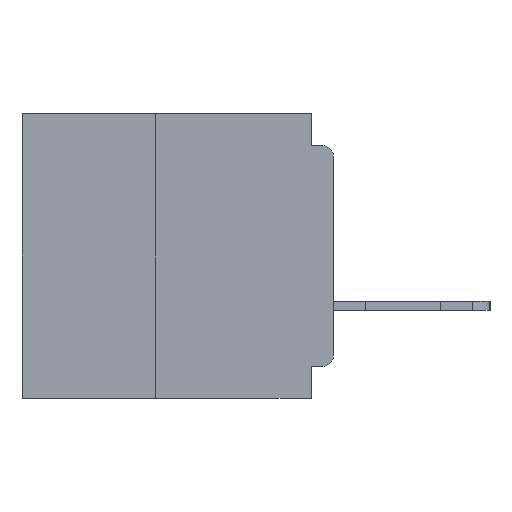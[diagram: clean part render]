
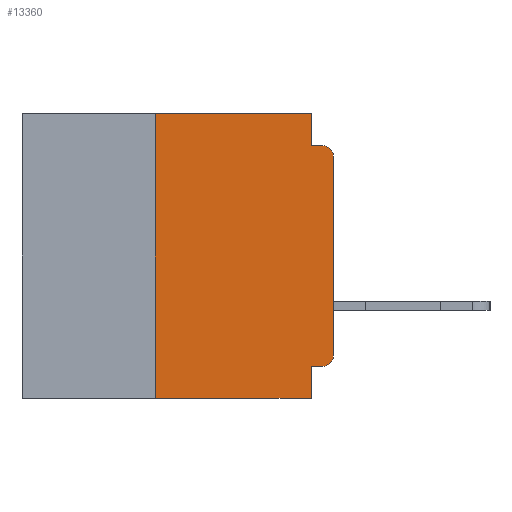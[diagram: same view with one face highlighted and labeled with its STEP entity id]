
A CAD part, left-side view. The second image highlights one B-rep face of the part: STEP entity #13360.
In plain terms, the highlighted planar face has unit normal (-1, 0, 0).
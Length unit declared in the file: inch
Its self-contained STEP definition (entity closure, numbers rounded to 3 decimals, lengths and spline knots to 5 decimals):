
#55 = CARTESIAN_POINT ( 'NONE',  ( 0., 0.25, -0.4 ) ) ;
#382 = CARTESIAN_POINT ( 'NONE',  ( 0., 0.015, -0.355 ) ) ;
#526 = FACE_OUTER_BOUND ( 'NONE', #610, .T. ) ;
#610 = EDGE_LOOP ( 'NONE', ( #14605, #27297, #5775, #21780, #14977, #8237, #17684, #19159, #21617, #15789 ) ) ;
#2798 = DIRECTION ( 'NONE',  ( -1., 0., 0. ) ) ;
#4059 = VERTEX_POINT ( 'NONE', #35335 ) ;
#4126 = VECTOR ( 'NONE', #31492, 39.37008 ) ;
#4548 = LINE ( 'NONE', #55, #19068 ) ;
#5508 = CARTESIAN_POINT ( 'NONE',  ( 0., 0.437, 0. ) ) ;
#5775 = ORIENTED_EDGE ( 'NONE', *, *, #8431, .F. ) ;
#5829 = CIRCLE ( 'NONE', #25734, 0.015 ) ;
#6638 = CIRCLE ( 'NONE', #31198, 0.015 ) ;
#7991 = LINE ( 'NONE', #14281, #24442 ) ;
#8237 = ORIENTED_EDGE ( 'NONE', *, *, #34811, .F. ) ;
#8396 = CARTESIAN_POINT ( 'NONE',  ( 0., 0.015, -0.34 ) ) ;
#8431 = EDGE_CURVE ( 'NONE', #10001, #4059, #29664, .T. ) ;
#8594 = DIRECTION ( 'NONE',  ( 0., 0., -1. ) ) ;
#9024 = VERTEX_POINT ( 'NONE', #30173 ) ;
#9777 = CARTESIAN_POINT ( 'NONE',  ( 0., 0.031, -0.4 ) ) ;
#10001 = VERTEX_POINT ( 'NONE', #35353 ) ;
#10147 = CARTESIAN_POINT ( 'NONE',  ( 0., 0., 0. ) ) ;
#10316 = VERTEX_POINT ( 'NONE', #15012 ) ;
#11401 = DIRECTION ( 'NONE',  ( 0., -1., 0. ) ) ;
#11417 = EDGE_CURVE ( 'NONE', #9024, #10001, #11904, .T. ) ;
#11473 = DIRECTION ( 'NONE',  ( 0., 0., -1. ) ) ;
#11476 = EDGE_CURVE ( 'NONE', #17669, #9024, #27449, .T. ) ;
#11904 = LINE ( 'NONE', #29741, #36641 ) ;
#13141 = VECTOR ( 'NONE', #17749, 39.37008 ) ;
#13360 = ADVANCED_FACE ( 'NONE', ( #526 ), #20918, .F. ) ;
#13425 = EDGE_CURVE ( 'NONE', #10316, #4059, #5829, .T. ) ;
#14066 = CARTESIAN_POINT ( 'NONE',  ( 0., 0., -0.34 ) ) ;
#14118 = VERTEX_POINT ( 'NONE', #37057 ) ;
#14249 = DIRECTION ( 'NONE',  ( 0., 0., -1. ) ) ;
#14281 = CARTESIAN_POINT ( 'NONE',  ( 0., 0., -0.355 ) ) ;
#14605 = ORIENTED_EDGE ( 'NONE', *, *, #23963, .T. ) ;
#14607 = CARTESIAN_POINT ( 'NONE',  ( 0., 0., -0.045 ) ) ;
#14977 = ORIENTED_EDGE ( 'NONE', *, *, #11476, .F. ) ;
#15012 = CARTESIAN_POINT ( 'NONE',  ( 0., 0., -0.06 ) ) ;
#15110 = VECTOR ( 'NONE', #31864, 39.37008 ) ;
#15789 = ORIENTED_EDGE ( 'NONE', *, *, #21546, .T. ) ;
#16102 = EDGE_CURVE ( 'NONE', #27134, #39590, #24948, .T. ) ;
#16286 = EDGE_CURVE ( 'NONE', #36000, #14118, #7991, .T. ) ;
#17669 = VERTEX_POINT ( 'NONE', #27814 ) ;
#17684 = ORIENTED_EDGE ( 'NONE', *, *, #16102, .T. ) ;
#17749 = DIRECTION ( 'NONE',  ( 0., -1., 0. ) ) ;
#17994 = VERTEX_POINT ( 'NONE', #14066 ) ;
#19068 = VECTOR ( 'NONE', #24759, 39.37008 ) ;
#19159 = ORIENTED_EDGE ( 'NONE', *, *, #27834, .F. ) ;
#19559 = AXIS2_PLACEMENT_3D ( 'NONE', #5508, #27144, #8594 ) ;
#20918 = PLANE ( 'NONE',  #19559 ) ;
#21329 = CARTESIAN_POINT ( 'NONE',  ( 0., 0.015, -0.06 ) ) ;
#21546 = EDGE_CURVE ( 'NONE', #36000, #17994, #6638, .T. ) ;
#21617 = ORIENTED_EDGE ( 'NONE', *, *, #16286, .F. ) ;
#21780 = ORIENTED_EDGE ( 'NONE', *, *, #11417, .F. ) ;
#22592 = CARTESIAN_POINT ( 'NONE',  ( 0., 0.437, -0.4 ) ) ;
#23028 = VECTOR ( 'NONE', #35039, 39.37008 ) ;
#23283 = CARTESIAN_POINT ( 'NONE',  ( 0., 0.031, -0.4 ) ) ;
#23365 = LINE ( 'NONE', #10147, #15110 ) ;
#23963 = EDGE_CURVE ( 'NONE', #17994, #10316, #23365, .T. ) ;
#24404 = DIRECTION ( 'NONE',  ( 0., 0., -1. ) ) ;
#24442 = VECTOR ( 'NONE', #39072, 39.37008 ) ;
#24759 = DIRECTION ( 'NONE',  ( 0., 0., 1. ) ) ;
#24948 = LINE ( 'NONE', #22592, #23028 ) ;
#25452 = VECTOR ( 'NONE', #11401, 39.37008 ) ;
#25734 = AXIS2_PLACEMENT_3D ( 'NONE', #21329, #2798, #24404 ) ;
#27134 = VERTEX_POINT ( 'NONE', #31271 ) ;
#27144 = DIRECTION ( 'NONE',  ( 1., 0., 0. ) ) ;
#27297 = ORIENTED_EDGE ( 'NONE', *, *, #13425, .T. ) ;
#27449 = LINE ( 'NONE', #39176, #25452 ) ;
#27814 = CARTESIAN_POINT ( 'NONE',  ( 0., 0.25, 0. ) ) ;
#27834 = EDGE_CURVE ( 'NONE', #14118, #39590, #28817, .T. ) ;
#28817 = LINE ( 'NONE', #9777, #4126 ) ;
#29664 = LINE ( 'NONE', #14607, #13141 ) ;
#29741 = CARTESIAN_POINT ( 'NONE',  ( 0., 0.031, 0. ) ) ;
#30074 = DIRECTION ( 'NONE',  ( -1., 0., 0. ) ) ;
#30173 = CARTESIAN_POINT ( 'NONE',  ( 0., 0.031, 0. ) ) ;
#31198 = AXIS2_PLACEMENT_3D ( 'NONE', #8396, #30074, #11473 ) ;
#31271 = CARTESIAN_POINT ( 'NONE',  ( 0., 0.25, -0.4 ) ) ;
#31492 = DIRECTION ( 'NONE',  ( 0., 0., -1. ) ) ;
#31864 = DIRECTION ( 'NONE',  ( 0., 0., 1. ) ) ;
#34811 = EDGE_CURVE ( 'NONE', #27134, #17669, #4548, .T. ) ;
#35039 = DIRECTION ( 'NONE',  ( 0., -1., 0. ) ) ;
#35335 = CARTESIAN_POINT ( 'NONE',  ( 0., 0.015, -0.045 ) ) ;
#35353 = CARTESIAN_POINT ( 'NONE',  ( 0., 0.031, -0.045 ) ) ;
#36000 = VERTEX_POINT ( 'NONE', #382 ) ;
#36641 = VECTOR ( 'NONE', #14249, 39.37008 ) ;
#37057 = CARTESIAN_POINT ( 'NONE',  ( 0., 0.031, -0.355 ) ) ;
#39072 = DIRECTION ( 'NONE',  ( 0., 1., 0. ) ) ;
#39176 = CARTESIAN_POINT ( 'NONE',  ( 0., 0.437, 0. ) ) ;
#39590 = VERTEX_POINT ( 'NONE', #23283 ) ;
